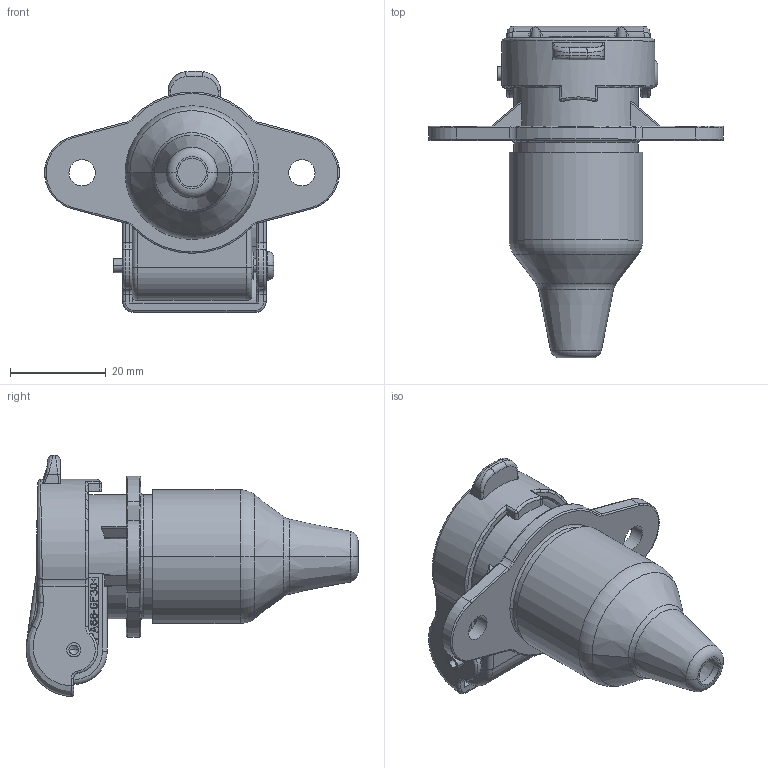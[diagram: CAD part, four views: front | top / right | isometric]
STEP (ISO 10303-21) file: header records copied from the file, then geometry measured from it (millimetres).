
FILE_DESCRIPTION((''),'2;1');
FILE_NAME('151165_SW0001','2016-08-31T',('tesi'),(''),'PRO/ENGINEER BY PARAMETRIC TECHNOLOGY CORPORATION, 2016100','PRO/ENGINEER BY PARAMETRIC TECHNOLOGY CORPORATION, 2016100','');
FILE_SCHEMA(('CONFIG_CONTROL_DESIGN'));
Products named in the file (1): 151165_SW0001
Bounding box: 61.7 x 69.5 x 50.48 mm (x, y, z)
Volume: 33842 mm3; surface area: 17544.1 mm2
Topology: 2 solids, 3 shells, 1237 faces, 3398 edges, 2206 vertices
Faces by surface type: plane 876, cylinder 205, torus 82, bspline 51, cone 12, sphere 7, extrusion 4
Entity records: 51581 total; most frequent: CARTESIAN_POINT 20402, ORIENTED_EDGE 6778, DIRECTION 6001, EDGE_CURVE 3389, VECTOR 2631, LINE 2627, VERTEX_POINT 2206, AXIS2_PLACEMENT_3D 1685
